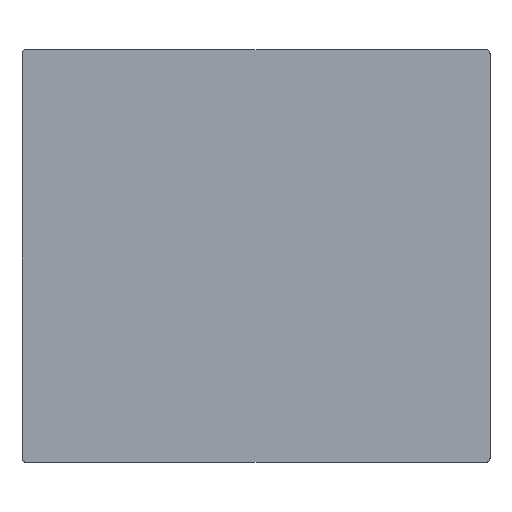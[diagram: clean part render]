
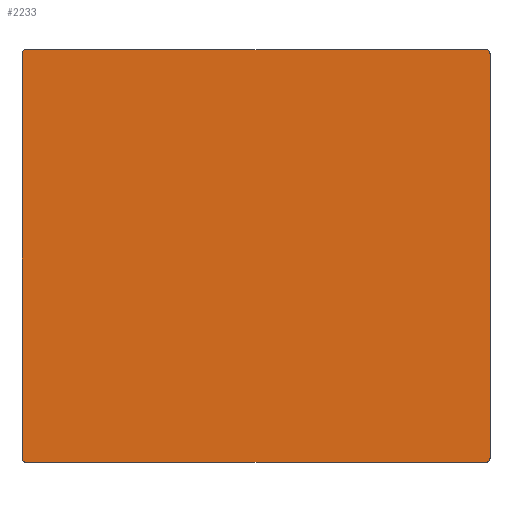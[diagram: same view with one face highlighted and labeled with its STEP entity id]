
A CAD part, top view. The second image highlights one B-rep face of the part: STEP entity #2233.
In plain terms, the highlighted planar face has unit normal (0, 0, 1).
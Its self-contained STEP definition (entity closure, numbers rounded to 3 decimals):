
#2014=CARTESIAN_POINT('',(-290.,255.,4.));
#2015=DIRECTION('',(0.,0.,1.));
#2016=DIRECTION('',(0.,1.,0.));
#2017=AXIS2_PLACEMENT_3D('',#2014,#2015,#2016);
#2019=DIRECTION('',(-1.,0.,0.));
#2020=VECTOR('',#2019,580.);
#2021=CARTESIAN_POINT('',(290.,260.,4.));
#2022=LINE('',#2021,#2020);
#2023=CARTESIAN_POINT('',(290.,255.,4.));
#2024=DIRECTION('',(0.,0.,1.));
#2025=DIRECTION('',(1.,0.,0.));
#2026=AXIS2_PLACEMENT_3D('',#2023,#2024,#2025);
#2028=DIRECTION('',(0.,1.,0.));
#2029=VECTOR('',#2028,510.);
#2030=CARTESIAN_POINT('',(295.,-255.,4.));
#2031=LINE('',#2030,#2029);
#2032=CARTESIAN_POINT('',(290.,-255.,4.));
#2033=DIRECTION('',(0.,0.,1.));
#2034=DIRECTION('',(0.,-1.,0.));
#2035=AXIS2_PLACEMENT_3D('',#2032,#2033,#2034);
#2037=DIRECTION('',(1.,0.,0.));
#2038=VECTOR('',#2037,580.);
#2039=CARTESIAN_POINT('',(-290.,-260.,4.));
#2040=LINE('',#2039,#2038);
#2041=CARTESIAN_POINT('',(-290.,-255.,4.));
#2042=DIRECTION('',(0.,0.,1.));
#2043=DIRECTION('',(-1.,0.,0.));
#2044=AXIS2_PLACEMENT_3D('',#2041,#2042,#2043);
#2046=DIRECTION('',(0.,-1.,0.));
#2047=VECTOR('',#2046,510.);
#2048=CARTESIAN_POINT('',(-295.,255.,4.));
#2049=LINE('',#2048,#2047);
#2066=CARTESIAN_POINT('',(-290.,260.,4.));
#2067=CARTESIAN_POINT('',(-295.,255.,4.));
#2068=VERTEX_POINT('',#2066);
#2069=VERTEX_POINT('',#2067);
#2070=CARTESIAN_POINT('',(-295.,-255.,4.));
#2071=VERTEX_POINT('',#2070);
#2072=CARTESIAN_POINT('',(-290.,-260.,4.));
#2073=VERTEX_POINT('',#2072);
#2074=CARTESIAN_POINT('',(290.,-260.,4.));
#2075=VERTEX_POINT('',#2074);
#2076=CARTESIAN_POINT('',(295.,-255.,4.));
#2077=VERTEX_POINT('',#2076);
#2078=CARTESIAN_POINT('',(295.,255.,4.));
#2079=VERTEX_POINT('',#2078);
#2080=CARTESIAN_POINT('',(290.,260.,4.));
#2081=VERTEX_POINT('',#2080);
#2218=CARTESIAN_POINT('',(0.,0.,4.));
#2219=DIRECTION('',(0.,0.,1.));
#2220=DIRECTION('',(1.,0.,0.));
#2221=AXIS2_PLACEMENT_3D('',#2218,#2219,#2220);
#2222=PLANE('',#2221);
#2223=ORIENTED_EDGE('',*,*,#2114,.F.);
#2224=ORIENTED_EDGE('',*,*,#2129,.F.);
#2225=ORIENTED_EDGE('',*,*,#2143,.F.);
#2226=ORIENTED_EDGE('',*,*,#2157,.F.);
#2227=ORIENTED_EDGE('',*,*,#2171,.F.);
#2228=ORIENTED_EDGE('',*,*,#2185,.F.);
#2229=ORIENTED_EDGE('',*,*,#2199,.F.);
#2230=ORIENTED_EDGE('',*,*,#2212,.F.);
#2231=EDGE_LOOP('',(#2223,#2224,#2225,#2226,#2227,#2228,#2229,#2230));
#2232=FACE_OUTER_BOUND('',#2231,.F.);
#2233=ADVANCED_FACE('',(#2232),#2222,.T.);
#2018=CIRCLE('',#2017,5.);
#2027=CIRCLE('',#2026,5.);
#2036=CIRCLE('',#2035,5.);
#2045=CIRCLE('',#2044,5.);
#2114=EDGE_CURVE('',#2068,#2069,#2018,.T.);
#2129=EDGE_CURVE('',#2081,#2068,#2022,.T.);
#2143=EDGE_CURVE('',#2079,#2081,#2027,.T.);
#2157=EDGE_CURVE('',#2077,#2079,#2031,.T.);
#2171=EDGE_CURVE('',#2075,#2077,#2036,.T.);
#2185=EDGE_CURVE('',#2073,#2075,#2040,.T.);
#2199=EDGE_CURVE('',#2071,#2073,#2045,.T.);
#2212=EDGE_CURVE('',#2069,#2071,#2049,.T.);
